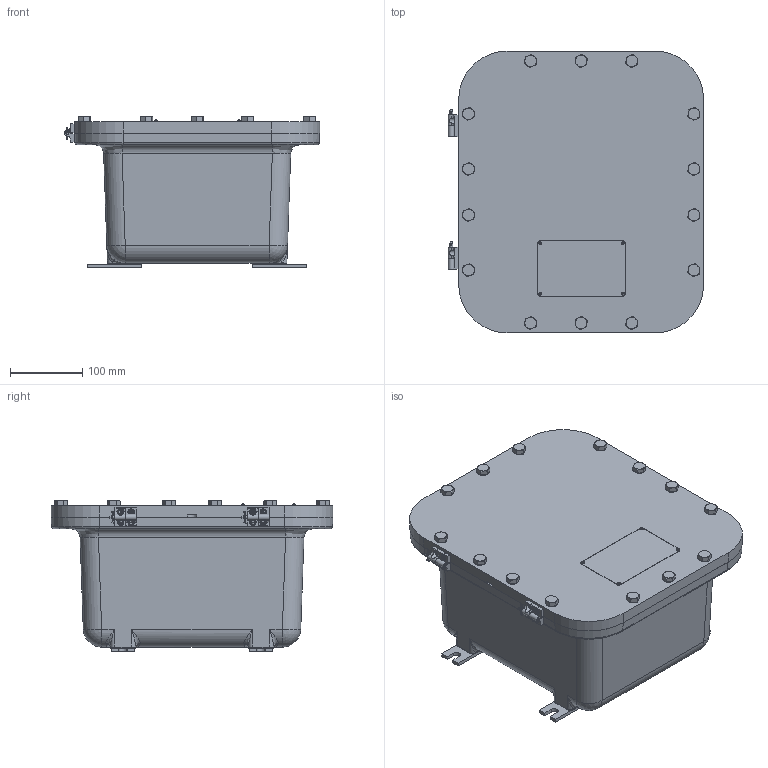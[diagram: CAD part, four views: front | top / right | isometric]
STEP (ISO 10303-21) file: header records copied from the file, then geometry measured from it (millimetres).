
FILE_DESCRIPTION(/* description */ (''),/* implementation_level */ '2;1');
FILE_NAME(/* name */ 'KIL_EXBLTP-9116 N34.stp',/* time_stamp */ '2018-01-11T21:29:47+06:00',/* author */ ('avenkatesan'),/* organization */ (''),/* preprocessor_version */ 'ST-DEVELOPER v17',/* originating_system */ 'Autodesk Inventor 2018',/* authorisation */ '');
FILE_SCHEMA (('AUTOMOTIVE_DESIGN { 1 0 10303 214 3 1 1 }'));
Length unit declared in the file: inch
Products named in the file (16): EXBLTP - 9116 N4; 25357ABAM (EXBLT - 9116); 25347AAAM; 20859AAAB; SEE NX DRAWING 16464.PRT; 0725115B; 15688; 15703; HINGE 12; 24558-1; 24557; 24559-1; 24557_1; SAE J487a - 1/16 x 1/2   Extended Prong Square Cut Type; 17028; 14729AAIB-911
Assembly tree (45 placements, depth 4):
  EXBLTP - 9116 N4
    25357ABAM (EXBLT - 9116)
    25347AAAM
    20859AAAB
    SEE NX DRAWING 16464.PRT  x4
    0725115B  x14
    15688  x4
    15703  x8
    HINGE 12  x2
      24558-1
        24557
        24559-1
      24557_1
      SAE J487a - 1/16 x 1/2   Extended Prong Square Cut Type
      17028
    14729AAIB-911
Bounding box: 352.43 x 388.94 x 209 mm (x, y, z)
Volume: 6659086.6 mm3; surface area: 996590.2 mm2
Topology: 50 solids, 51 shells, 2502 faces, 6421 edges, 4170 vertices
Faces by surface type: plane 1534, bspline 428, cylinder 298, cone 176, torus 54, sphere 12
Full cylindrical faces by diameter (mm): 1.984 x2, 2.502 x4, 2.778 x4, 3.797 x8, 3.816 x2, 3.969 x2, 4.013 x8, 4.089 x2, 4.366 x8, 4.978 x8, 6.144 x8, 7.144 x8, 7.798 x4, 8.179 x8, 8.731 x8, 9.144 x14, 11.125 x14, 11.906 x14, 13.494 x8, 15.367 x14
Entity records: 47149 total; most frequent: CARTESIAN_POINT 14973, ORIENTED_EDGE 6782, DIRECTION 5701, EDGE_CURVE 3391, VERTEX_POINT 2203, LINE 2023, VECTOR 2023, AXIS2_PLACEMENT_3D 1839
